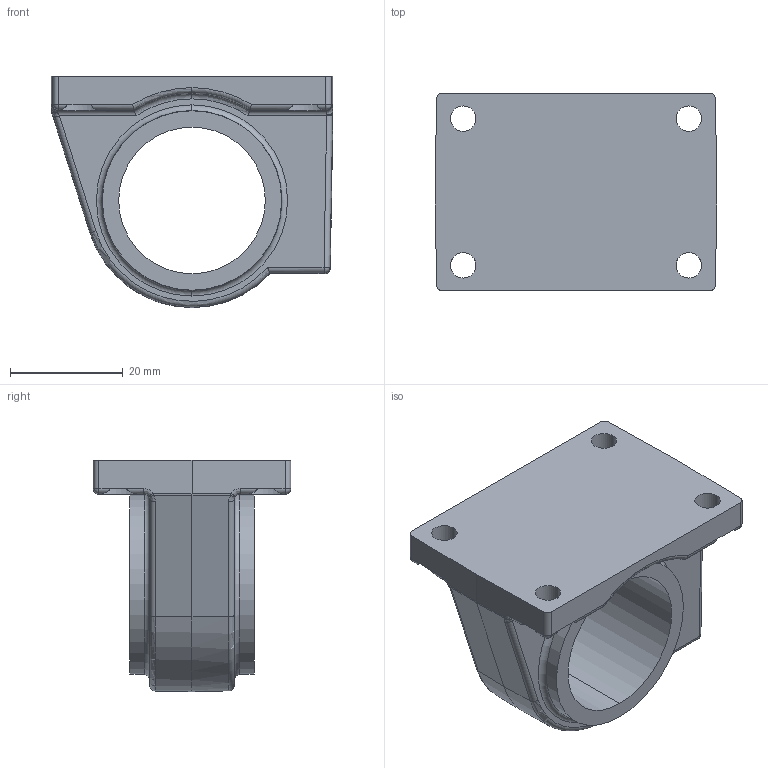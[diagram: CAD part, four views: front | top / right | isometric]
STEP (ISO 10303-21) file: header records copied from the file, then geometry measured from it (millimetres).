
FILE_DESCRIPTION (( 'STEP AP203' ), '1' );
FILE_NAME ('../0300_3-D-Daten/KGG65-16.step', '2021-12-20T19:24:45', ( '' ), ( '' ), 'SwSTEP 2.0', 'SolidWorks 2021', '' );
FILE_SCHEMA (( 'CONFIG_CONTROL_DESIGN' ));
Length unit declared in the file: millimetre
Products named in the file (1): ../0300_3-D-Daten/KGG65-16
Bounding box: 49.98 x 35 x 41 mm (x, y, z)
Volume: 24067.8 mm3; surface area: 9468 mm2
Topology: 1 solids, 1 shells, 127 faces, 298 edges, 173 vertices
Faces by surface type: cylinder 57, plane 33, torus 14, bspline 8, sphere 8, cone 7
Entity records: 4045 total; most frequent: CARTESIAN_POINT 1128, DIRECTION 609, ORIENTED_EDGE 592, EDGE_CURVE 296, AXIS2_PLACEMENT_3D 246, VERTEX_POINT 173, EDGE_LOOP 139, ADVANCED_FACE 127
